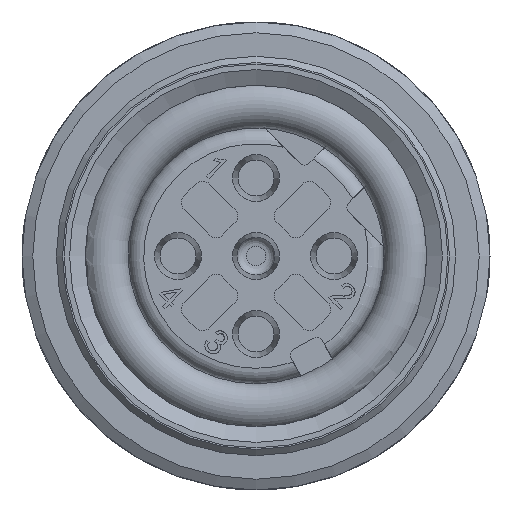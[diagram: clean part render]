
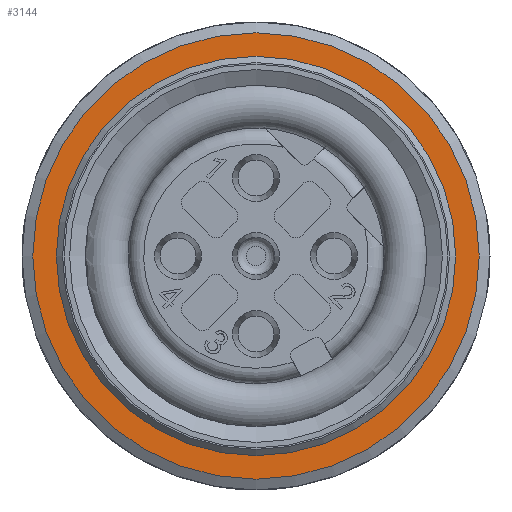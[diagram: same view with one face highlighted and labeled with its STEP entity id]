
A CAD part, front view. The second image highlights one B-rep face of the part: STEP entity #3144.
In plain terms, the highlighted planar face has unit normal (0, -1, 0).
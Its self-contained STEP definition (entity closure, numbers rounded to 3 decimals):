
#1047=PLANE('',#10667);
#3144=ADVANCED_FACE('',(#3609,#3610),#1047,.F.);
#3609=FACE_BOUND('',#4210,.T.);
#3610=FACE_BOUND('',#4211,.T.);
#4210=EDGE_LOOP('',(#6652));
#4211=EDGE_LOOP('',(#6653));
#6652=ORIENTED_EDGE('',*,*,#9328,.F.);
#6653=ORIENTED_EDGE('',*,*,#9329,.T.);
#8002=VERTEX_POINT('',#18411);
#8003=VERTEX_POINT('',#18414);
#9328=EDGE_CURVE('',#8002,#8002,#9941,.T.);
#9329=EDGE_CURVE('',#8003,#8003,#9942,.T.);
#9941=CIRCLE('',#10664,6.4);
#9942=CIRCLE('',#10666,7.154);
#10664=AXIS2_PLACEMENT_3D('',#18410,#12673,#12674);
#10666=AXIS2_PLACEMENT_3D('',#18413,#12677,#12678);
#10667=AXIS2_PLACEMENT_3D('',#18415,#12679,#12680);
#12673=DIRECTION('',(0.,-1.,0.));
#12674=DIRECTION('',(0.,0.,1.));
#12677=DIRECTION('',(0.,-1.,0.));
#12678=DIRECTION('',(0.,0.,1.));
#12679=DIRECTION('',(0.,1.,0.));
#12680=DIRECTION('',(0.,0.,1.));
#18410=CARTESIAN_POINT('',(84.633,-49.732,0.));
#18411=CARTESIAN_POINT('',(84.633,-49.732,6.4));
#18413=CARTESIAN_POINT('',(84.633,-49.732,0.));
#18414=CARTESIAN_POINT('',(84.633,-49.732,7.154));
#18415=CARTESIAN_POINT('',(84.633,-49.732,7.154));
